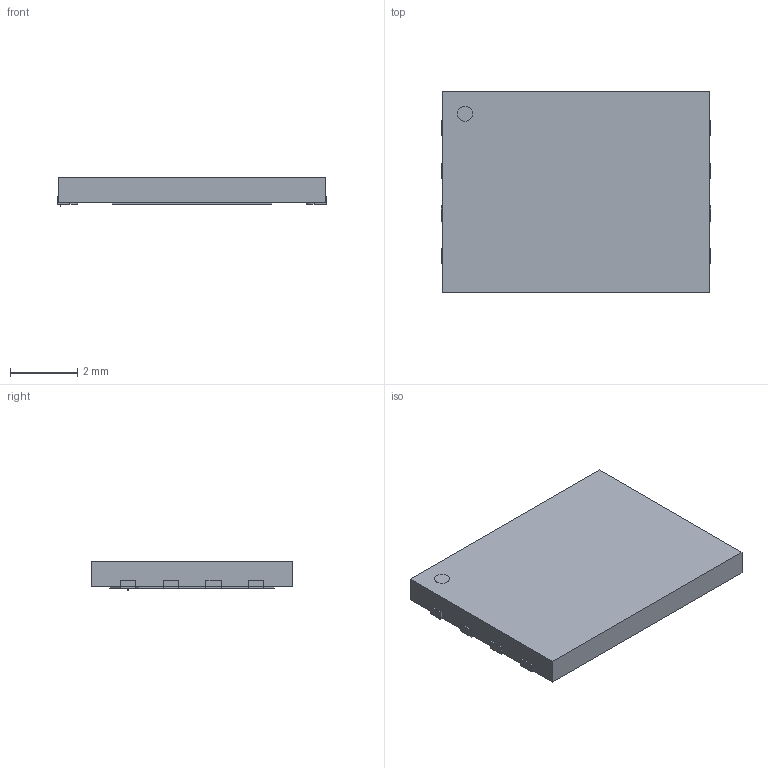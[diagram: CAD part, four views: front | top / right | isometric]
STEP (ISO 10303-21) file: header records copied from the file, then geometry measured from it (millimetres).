
FILE_DESCRIPTION (( 'STEP AP214' ), '1' );
FILE_NAME ('User Library-WSON-8_6x8mm.STEP', '2020-07-14T22:44:46', ( '' ), ( '' ), 'SwSTEP 2.0', 'SolidWorks 2020', '' );
FILE_SCHEMA (( 'AUTOMOTIVE_DESIGN' ));
Length unit declared in the file: millimetre
Products named in the file (27): 858032240; Extruded; 858031856; Cylinder; Extruded_3; 858032368; 894460672; Extruded_2; 857275360; Designator14; Board; Cylinder_2; User Library-WSON-8_6x8mm
Assembly tree (40 placements, depth 4):
  User Library-WSON-8_6x8mm
    Board
    Designator14
      858032368
        Extruded
      858032240
        Cylinder
      858031856
        Extruded_2
      858032240
        Cylinder
      858031856
        Extruded_2
      858032240
        Cylinder
      858031856
        Extruded_2
      858032240
        Cylinder
      858031856
        Extruded_2
      858031856
        Extruded_2
      858032240
        Cylinder
      858031856
        Extruded_2
      858032240
        Cylinder
      858031856
        Extruded_2
      858032240
        Cylinder
      858031856
        Extruded_2
      858032240
        Cylinder
      857275360
        Cylinder_2
      894460672
        Extruded_3
Bounding box: 8 x 6 x 0.88 mm (x, y, z)
Volume: 37.3 mm3; surface area: 172.6 mm2
Topology: 20 solids, 20 shells, 107 faces, 201 edges, 134 vertices
Faces by surface type: plane 89, cylinder 18
Entity records: 2282 total; most frequent: DIRECTION 283, CARTESIAN_POINT 225, ORIENTED_EDGE 150, AXIS2_PLACEMENT_3D 108, UNCERTAINTY_MEASURE_WITH_UNIT 76, EDGE_CURVE 75, PRODUCT_DEFINITION_SHAPE 67, VECTOR 67
